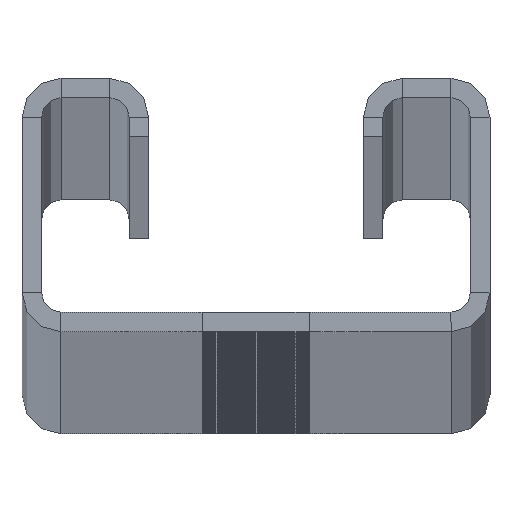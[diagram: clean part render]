
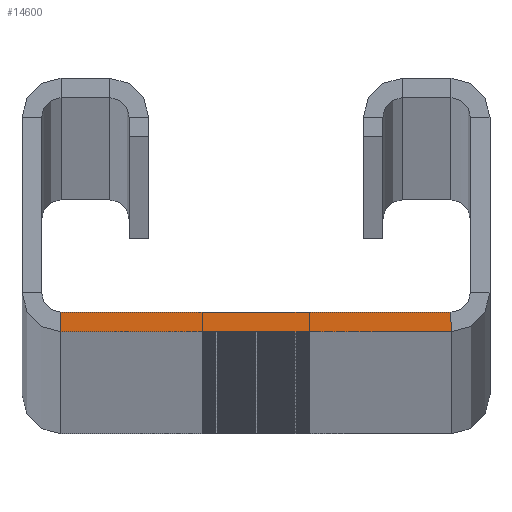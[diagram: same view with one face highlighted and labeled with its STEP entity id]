
A CAD part, top view. The second image highlights one B-rep face of the part: STEP entity #14600.
In plain terms, the highlighted planar face has unit normal (0, 0, 1).
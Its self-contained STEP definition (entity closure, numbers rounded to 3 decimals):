
#1839 = EDGE_CURVE ( 'NONE', #13187, #10552, #18826, .T. ) ;
#2339 = CARTESIAN_POINT ( 'NONE',  ( 20., 0., 3000. ) ) ;
#2976 = DIRECTION ( 'NONE',  ( 1., 0., 0. ) ) ;
#3136 = CARTESIAN_POINT ( 'NONE',  ( -24., 0., 3000. ) ) ;
#5061 = DIRECTION ( 'NONE',  ( 1., 0., 0. ) ) ;
#5483 = VECTOR ( 'NONE', #2976, 1000. ) ;
#6078 = ORIENTED_EDGE ( 'NONE', *, *, #1839, .T. ) ;
#6540 = EDGE_CURVE ( 'NONE', #22832, #6803, #11173, .T. ) ;
#6803 = VERTEX_POINT ( 'NONE', #24631 ) ;
#7344 = CARTESIAN_POINT ( 'NONE',  ( -20., 0., 3000. ) ) ;
#8159 = VECTOR ( 'NONE', #5061, 1000. ) ;
#8585 = DIRECTION ( 'NONE',  ( 1., 0., 0. ) ) ;
#9184 = LINE ( 'NONE', #2339, #18649 ) ;
#9708 = EDGE_CURVE ( 'NONE', #10552, #6803, #9184, .T. ) ;
#10005 = DIRECTION ( 'NONE',  ( 0., 1., 0. ) ) ;
#10424 = CARTESIAN_POINT ( 'NONE',  ( 22., 4., 3000. ) ) ;
#10450 = DIRECTION ( 'NONE',  ( 0., -1., 0. ) ) ;
#10552 = VERTEX_POINT ( 'NONE', #19568 ) ;
#11173 = LINE ( 'NONE', #21996, #5483 ) ;
#12838 = EDGE_LOOP ( 'NONE', ( #6078, #16638, #23469, #22475 ) ) ;
#12950 = VECTOR ( 'NONE', #10450, 1000. ) ;
#13187 = VERTEX_POINT ( 'NONE', #7344 ) ;
#13543 = LINE ( 'NONE', #23674, #12950 ) ;
#14162 = CARTESIAN_POINT ( 'NONE',  ( -20., 2., 3000. ) ) ;
#14600 = ADVANCED_FACE ( 'NONE', ( #17403 ), #16111, .T. ) ;
#16111 = PLANE ( 'NONE',  #21884 ) ;
#16638 = ORIENTED_EDGE ( 'NONE', *, *, #9708, .T. ) ;
#17403 = FACE_OUTER_BOUND ( 'NONE', #12838, .T. ) ;
#18649 = VECTOR ( 'NONE', #10005, 1000. ) ;
#18826 = LINE ( 'NONE', #3136, #8159 ) ;
#19568 = CARTESIAN_POINT ( 'NONE',  ( 20., 0., 3000. ) ) ;
#19931 = DIRECTION ( 'NONE',  ( 0., 0., 1. ) ) ;
#20046 = EDGE_CURVE ( 'NONE', #22832, #13187, #13543, .T. ) ;
#21884 = AXIS2_PLACEMENT_3D ( 'NONE', #10424, #19931, #8585 ) ;
#21996 = CARTESIAN_POINT ( 'NONE',  ( -24., 2., 3000. ) ) ;
#22475 = ORIENTED_EDGE ( 'NONE', *, *, #20046, .T. ) ;
#22832 = VERTEX_POINT ( 'NONE', #14162 ) ;
#23469 = ORIENTED_EDGE ( 'NONE', *, *, #6540, .F. ) ;
#23674 = CARTESIAN_POINT ( 'NONE',  ( -20., 2., 3000. ) ) ;
#24631 = CARTESIAN_POINT ( 'NONE',  ( 20., 2., 3000. ) ) ;
